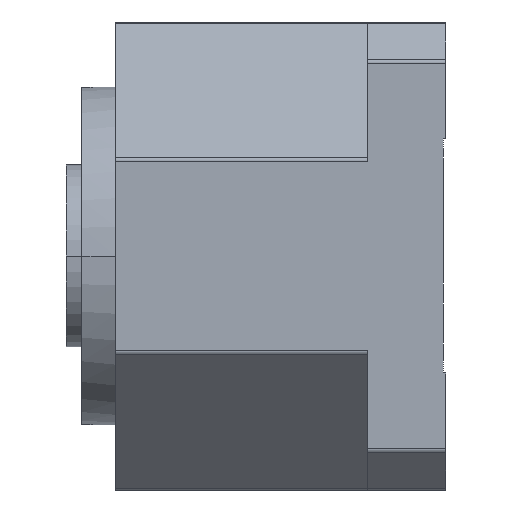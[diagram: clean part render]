
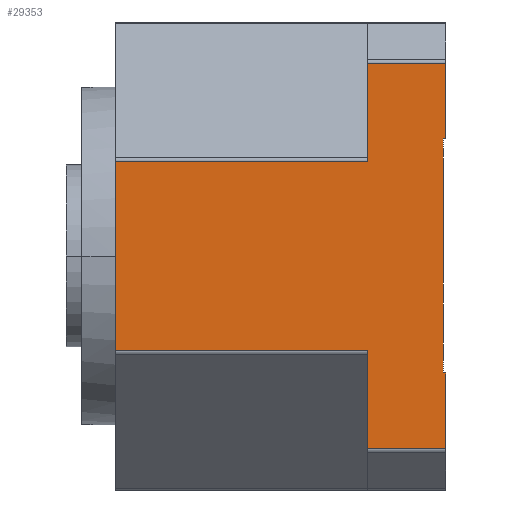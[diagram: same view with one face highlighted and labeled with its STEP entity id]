
A CAD part, left-side view. The second image highlights one B-rep face of the part: STEP entity #29353.
In plain terms, the highlighted planar face has unit normal (-1, 0, 0).
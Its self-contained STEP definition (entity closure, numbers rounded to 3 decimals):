
#24415=DIRECTION('',(0.,0.,1.));
#24416=VECTOR('',#24415,29.172);
#24417=CARTESIAN_POINT('',(-90.,-92.,-74.172));
#24418=LINE('',#24417,#24416);
#24496=DIRECTION('',(0.,0.,1.));
#24497=VECTOR('',#24496,29.172);
#24498=CARTESIAN_POINT('',(-90.,-92.,45.));
#24499=LINE('',#24498,#24497);
#24603=DIRECTION('',(0.,0.,-1.));
#24604=VECTOR('',#24603,37.721);
#24605=CARTESIAN_POINT('',(-90.,-62.,-36.451));
#24606=LINE('',#24605,#24604);
#24648=DIRECTION('',(0.,0.,-1.));
#24649=VECTOR('',#24648,37.721);
#24650=CARTESIAN_POINT('',(-90.,-62.,74.172));
#24651=LINE('',#24650,#24649);
#24829=DIRECTION('',(0.,0.,1.));
#24830=VECTOR('',#24829,72.902);
#24831=CARTESIAN_POINT('',(-90.,35.,-36.451));
#24832=LINE('',#24831,#24830);
#25368=DIRECTION('',(0.,-1.,0.));
#25369=VECTOR('',#25368,30.);
#25370=CARTESIAN_POINT('',(-90.,-62.,-74.172));
#25371=LINE('',#25370,#25369);
#25372=DIRECTION('',(0.,-1.,0.));
#25373=VECTOR('',#25372,97.);
#25374=CARTESIAN_POINT('',(-90.,35.,-36.451));
#25375=LINE('',#25374,#25373);
#25376=DIRECTION('',(0.,1.,0.));
#25377=VECTOR('',#25376,97.);
#25378=CARTESIAN_POINT('',(-90.,-62.,36.451));
#25379=LINE('',#25378,#25377);
#25380=DIRECTION('',(0.,1.,0.));
#25381=VECTOR('',#25380,30.);
#25382=CARTESIAN_POINT('',(-90.,-92.,74.172));
#25383=LINE('',#25382,#25381);
#25384=DIRECTION('',(0.,1.,0.));
#25385=VECTOR('',#25384,1.);
#25386=CARTESIAN_POINT('',(-90.,-92.,45.));
#25387=LINE('',#25386,#25385);
#25388=DIRECTION('',(0.,0.,1.));
#25389=VECTOR('',#25388,90.);
#25390=CARTESIAN_POINT('',(-90.,-91.,-45.));
#25391=LINE('',#25390,#25389);
#25392=DIRECTION('',(0.,1.,0.));
#25393=VECTOR('',#25392,1.);
#25394=CARTESIAN_POINT('',(-90.,-92.,-45.));
#25395=LINE('',#25394,#25393);
#27429=CARTESIAN_POINT('',(-90.,-92.,45.));
#27430=VERTEX_POINT('',#27429);
#27431=CARTESIAN_POINT('',(-90.,-92.,-45.));
#27433=VERTEX_POINT('',#27431);
#27437=CARTESIAN_POINT('',(-90.,-91.,-45.));
#27438=CARTESIAN_POINT('',(-90.,-91.,45.));
#27439=VERTEX_POINT('',#27437);
#27440=VERTEX_POINT('',#27438);
#27497=CARTESIAN_POINT('',(-90.,-92.,-74.172));
#27499=VERTEX_POINT('',#27497);
#27503=CARTESIAN_POINT('',(-90.,-62.,-74.172));
#27504=VERTEX_POINT('',#27503);
#27529=CARTESIAN_POINT('',(-90.,-62.,74.172));
#27531=VERTEX_POINT('',#27529);
#27535=CARTESIAN_POINT('',(-90.,-92.,74.172));
#27536=VERTEX_POINT('',#27535);
#27581=CARTESIAN_POINT('',(-90.,35.,-36.451));
#27582=VERTEX_POINT('',#27581);
#27583=CARTESIAN_POINT('',(-90.,-62.,-36.451));
#27584=VERTEX_POINT('',#27583);
#27585=CARTESIAN_POINT('',(-90.,35.,36.451));
#27587=VERTEX_POINT('',#27585);
#27591=CARTESIAN_POINT('',(-90.,-62.,36.451));
#27592=VERTEX_POINT('',#27591);
#29328=CARTESIAN_POINT('',(-90.,-92.,-90.));
#29329=DIRECTION('',(-1.,0.,0.));
#29330=DIRECTION('',(0.,0.,1.));
#29331=AXIS2_PLACEMENT_3D('',#29328,#29329,#29330);
#29332=PLANE('',#29331);
#29334=ORIENTED_EDGE('',*,*,#29333,.F.);
#29335=ORIENTED_EDGE('',*,*,#28437,.F.);
#29337=ORIENTED_EDGE('',*,*,#29336,.F.);
#29338=ORIENTED_EDGE('',*,*,#28793,.T.);
#29340=ORIENTED_EDGE('',*,*,#29339,.F.);
#29341=ORIENTED_EDGE('',*,*,#28493,.F.);
#29343=ORIENTED_EDGE('',*,*,#29342,.F.);
#29344=ORIENTED_EDGE('',*,*,#28339,.F.);
#29346=ORIENTED_EDGE('',*,*,#29345,.T.);
#29347=ORIENTED_EDGE('',*,*,#29293,.F.);
#29349=ORIENTED_EDGE('',*,*,#29348,.F.);
#29350=ORIENTED_EDGE('',*,*,#28271,.F.);
#29351=EDGE_LOOP('',(#29334,#29335,#29337,#29338,#29340,#29341,#29343,#29344,
#29346,#29347,#29349,#29350));
#29352=FACE_OUTER_BOUND('',#29351,.F.);
#29353=ADVANCED_FACE('',(#29352),#29332,.T.);
#28271=EDGE_CURVE('',#27499,#27433,#24418,.T.);
#28339=EDGE_CURVE('',#27430,#27536,#24499,.T.);
#28437=EDGE_CURVE('',#27584,#27504,#24606,.T.);
#28493=EDGE_CURVE('',#27531,#27592,#24651,.T.);
#28793=EDGE_CURVE('',#27582,#27587,#24832,.T.);
#29293=EDGE_CURVE('',#27439,#27440,#25391,.T.);
#29333=EDGE_CURVE('',#27504,#27499,#25371,.T.);
#29336=EDGE_CURVE('',#27582,#27584,#25375,.T.);
#29339=EDGE_CURVE('',#27592,#27587,#25379,.T.);
#29342=EDGE_CURVE('',#27536,#27531,#25383,.T.);
#29345=EDGE_CURVE('',#27430,#27440,#25387,.T.);
#29348=EDGE_CURVE('',#27433,#27439,#25395,.T.);
